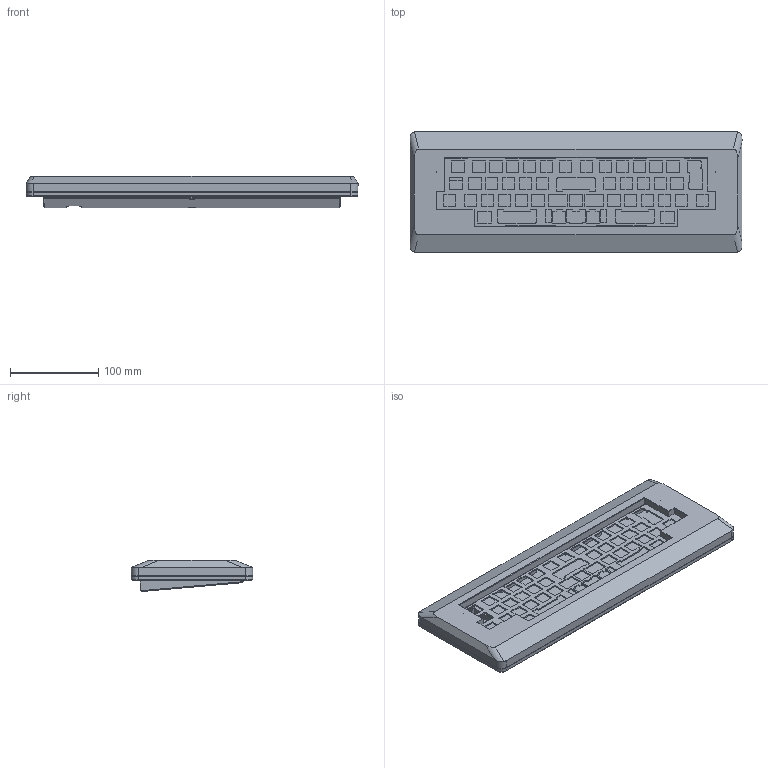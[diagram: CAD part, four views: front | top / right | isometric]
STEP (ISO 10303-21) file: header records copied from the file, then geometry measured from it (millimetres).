
FILE_DESCRIPTION(/* description */ (''),/* implementation_level */ '2;1');
FILE_NAME(/* name */ 'n0550 - fixed.step',/* time_stamp */ '2023-12-19T23:16:08+01:00',/* author */ (''),/* organization */ (''),/* preprocessor_version */ 'ST-DEVELOPER v20',/* originating_system */ 'Autodesk Translation Framework v12.14.0.127',/* authorisation */ '');
FILE_SCHEMA (('AUTOMOTIVE_DESIGN { 1 0 10303 214 3 1 1 }'));
Length unit declared in the file: millimetre
Products named in the file (4): n0550; Bottom; Top; M0440 - Plate not m3
Assembly tree (3 placements, depth 2):
  n0550
    Bottom
    Top
    M0440 - Plate not m3
Bounding box: 375.27 x 137.15 x 35.16 mm (x, y, z)
Volume: 951745.2 mm3; surface area: 236304.1 mm2
Topology: 3 solids, 3 shells, 810 faces, 2309 edges, 1528 vertices
Faces by surface type: plane 442, cylinder 352, cone 16
Full cylindrical faces by diameter (mm): 2.2 x8, 2.85 x8, 3 x8, 3.2 x8, 6 x8, 7 x2
Entity records: 26929 total; most frequent: CARTESIAN_POINT 4704, DIRECTION 4665, ORIENTED_EDGE 4618, EDGE_CURVE 2309, LINE 1579, VECTOR 1579, AXIS2_PLACEMENT_3D 1543, VERTEX_POINT 1528
